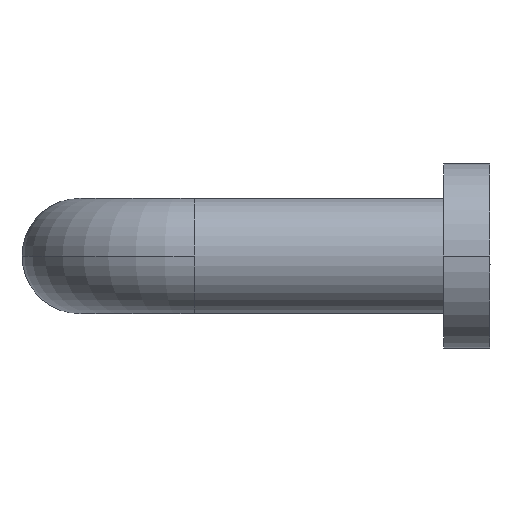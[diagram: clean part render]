
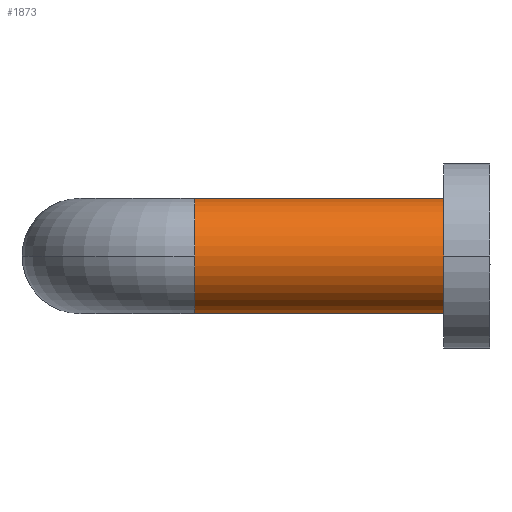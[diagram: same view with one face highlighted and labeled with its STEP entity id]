
A CAD part, left-side view. The second image highlights one B-rep face of the part: STEP entity #1873.
In plain terms, the highlighted cylindrical face has radius 10 mm (diameter 20 mm), a partial arc.
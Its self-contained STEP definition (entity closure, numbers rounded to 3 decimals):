
#32 = FACE_OUTER_BOUND ( 'NONE', #1593, .T. ) ;
#78 = CARTESIAN_POINT ( 'NONE',  ( -90., 1., -10. ) ) ;
#145 = LINE ( 'NONE', #520, #1497 ) ;
#193 = CARTESIAN_POINT ( 'NONE',  ( -90., 1., 0. ) ) ;
#220 = AXIS2_PLACEMENT_3D ( 'NONE', #2274, #666, #2241 ) ;
#222 = VERTEX_POINT ( 'NONE', #2194 ) ;
#246 = EDGE_CURVE ( 'NONE', #222, #1860, #1594, .T. ) ;
#323 = DIRECTION ( 'NONE',  ( 0., -1., 0. ) ) ;
#365 = DIRECTION ( 'NONE',  ( 0., 1., 0. ) ) ;
#383 = ORIENTED_EDGE ( 'NONE', *, *, #871, .T. ) ;
#385 = DIRECTION ( 'NONE',  ( 0., 0., 1. ) ) ;
#502 = VERTEX_POINT ( 'NONE', #1582 ) ;
#520 = CARTESIAN_POINT ( 'NONE',  ( -90., 0., 10. ) ) ;
#621 = ORIENTED_EDGE ( 'NONE', *, *, #2127, .T. ) ;
#638 = DIRECTION ( 'NONE',  ( 0., 1., 0. ) ) ;
#666 = DIRECTION ( 'NONE',  ( 0., -1., 0. ) ) ;
#699 = DIRECTION ( 'NONE',  ( 0., 0., -1. ) ) ;
#801 = VERTEX_POINT ( 'NONE', #2119 ) ;
#871 = EDGE_CURVE ( 'NONE', #1458, #801, #1056, .T. ) ;
#878 = DIRECTION ( 'NONE',  ( 0., 1., 0. ) ) ;
#934 = CIRCLE ( 'NONE', #1676, 10. ) ;
#1056 = CIRCLE ( 'NONE', #1653, 10. ) ;
#1076 = DIRECTION ( 'NONE',  ( 0., 0., 1. ) ) ;
#1224 = LINE ( 'NONE', #1364, #1950 ) ;
#1318 = ORIENTED_EDGE ( 'NONE', *, *, #1350, .T. ) ;
#1350 = EDGE_CURVE ( 'NONE', #1860, #502, #934, .T. ) ;
#1364 = CARTESIAN_POINT ( 'NONE',  ( -90., 0., -10. ) ) ;
#1450 = CARTESIAN_POINT ( 'NONE',  ( -100., 45., 0. ) ) ;
#1458 = VERTEX_POINT ( 'NONE', #78 ) ;
#1497 = VECTOR ( 'NONE', #638, 1000. ) ;
#1582 = CARTESIAN_POINT ( 'NONE',  ( -90., 45., -10. ) ) ;
#1593 = EDGE_LOOP ( 'NONE', ( #1850, #383, #621, #1789, #1318 ) ) ;
#1594 = CIRCLE ( 'NONE', #220, 10. ) ;
#1624 = CYLINDRICAL_SURFACE ( 'NONE', #2252, 10. ) ;
#1630 = CARTESIAN_POINT ( 'NONE',  ( -90., 45., 0. ) ) ;
#1653 = AXIS2_PLACEMENT_3D ( 'NONE', #193, #878, #699 ) ;
#1676 = AXIS2_PLACEMENT_3D ( 'NONE', #1630, #323, #385 ) ;
#1723 = EDGE_CURVE ( 'NONE', #1458, #502, #1224, .T. ) ;
#1748 = DIRECTION ( 'NONE',  ( 0., 1., 0. ) ) ;
#1770 = CARTESIAN_POINT ( 'NONE',  ( -90., 0., 0. ) ) ;
#1789 = ORIENTED_EDGE ( 'NONE', *, *, #246, .T. ) ;
#1850 = ORIENTED_EDGE ( 'NONE', *, *, #1723, .F. ) ;
#1860 = VERTEX_POINT ( 'NONE', #1450 ) ;
#1873 = ADVANCED_FACE ( 'NONE', ( #32 ), #1624, .T. ) ;
#1950 = VECTOR ( 'NONE', #1748, 1000. ) ;
#2119 = CARTESIAN_POINT ( 'NONE',  ( -90., 1., 10. ) ) ;
#2127 = EDGE_CURVE ( 'NONE', #801, #222, #145, .T. ) ;
#2194 = CARTESIAN_POINT ( 'NONE',  ( -90., 45., 10. ) ) ;
#2241 = DIRECTION ( 'NONE',  ( 0., 0., 1. ) ) ;
#2252 = AXIS2_PLACEMENT_3D ( 'NONE', #1770, #365, #1076 ) ;
#2274 = CARTESIAN_POINT ( 'NONE',  ( -90., 45., 0. ) ) ;
